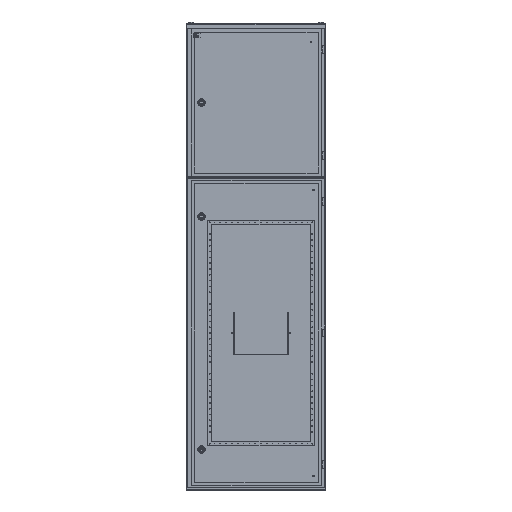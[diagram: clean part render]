
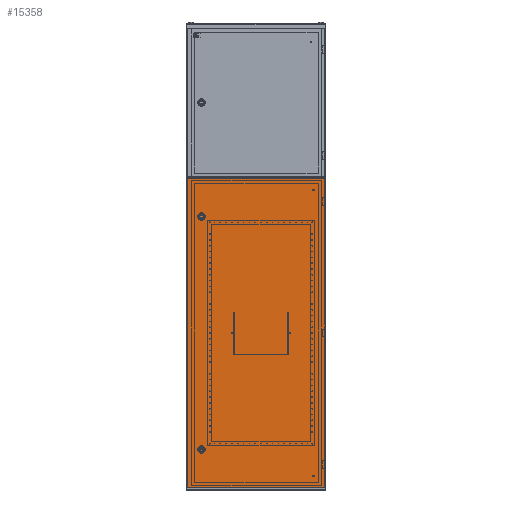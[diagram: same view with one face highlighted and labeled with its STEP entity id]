
A CAD part, top view. The second image highlights one B-rep face of the part: STEP entity #15358.
In plain terms, the highlighted planar face has unit normal (0, 0, 1).
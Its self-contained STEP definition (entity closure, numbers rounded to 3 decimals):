
#313 = CARTESIAN_POINT ( 'NONE',  ( 0., 663.5, 0. ) ) ;
#366 = CIRCLE ( 'NONE', #101378, 1.5 ) ;
#3280 = VECTOR ( 'NONE', #69626, 1000. ) ;
#7191 = LINE ( 'NONE', #61061, #96359 ) ;
#8511 = CARTESIAN_POINT ( 'NONE',  ( 60., -500., 0. ) ) ;
#8850 = VECTOR ( 'NONE', #36588, 1000. ) ;
#9418 = VERTEX_POINT ( 'NONE', #47004 ) ;
#11426 = VERTEX_POINT ( 'NONE', #108886 ) ;
#11758 = CARTESIAN_POINT ( 'NONE',  ( 61.5, -500., 0. ) ) ;
#11971 = CIRCLE ( 'NONE', #73669, 1.5 ) ;
#15358 = ADVANCED_FACE ( 'NONE', ( #84736, #58943, #40186 ), #75924, .T. ) ;
#15360 = CARTESIAN_POINT ( 'NONE',  ( 0., -663.5, 0. ) ) ;
#15678 = AXIS2_PLACEMENT_3D ( 'NONE', #8511, #96995, #71174 ) ;
#16958 = VERTEX_POINT ( 'NONE', #66596 ) ;
#23749 = EDGE_CURVE ( 'NONE', #107583, #11426, #7191, .T. ) ;
#28986 = LINE ( 'NONE', #313, #8850 ) ;
#29228 = CARTESIAN_POINT ( 'NONE',  ( 60., 500., 0. ) ) ;
#30148 = DIRECTION ( 'NONE',  ( -1., 0., 0. ) ) ;
#31388 = AXIS2_PLACEMENT_3D ( 'NONE', #29228, #109512, #100715 ) ;
#31418 = DIRECTION ( 'NONE',  ( 0., 0., 1. ) ) ;
#32370 = EDGE_CURVE ( 'NONE', #9418, #61847, #84929, .T. ) ;
#36588 = DIRECTION ( 'NONE',  ( 0., -1., 0. ) ) ;
#36639 = ORIENTED_EDGE ( 'NONE', *, *, #32370, .F. ) ;
#37039 = CARTESIAN_POINT ( 'NONE',  ( 58.5, 500., 0. ) ) ;
#37279 = ORIENTED_EDGE ( 'NONE', *, *, #45701, .T. ) ;
#38128 = EDGE_CURVE ( 'NONE', #68912, #16958, #68844, .T. ) ;
#40186 = FACE_OUTER_BOUND ( 'NONE', #40604, .T. ) ;
#40604 = EDGE_LOOP ( 'NONE', ( #37279, #84479, #115652, #42479 ) ) ;
#42479 = ORIENTED_EDGE ( 'NONE', *, *, #101153, .T. ) ;
#42697 = LINE ( 'NONE', #61434, #3280 ) ;
#42901 = DIRECTION ( 'NONE',  ( 0., 1., 0. ) ) ;
#43579 = EDGE_LOOP ( 'NONE', ( #105442, #99637 ) ) ;
#45701 = EDGE_CURVE ( 'NONE', #56759, #95285, #28986, .T. ) ;
#47004 = CARTESIAN_POINT ( 'NONE',  ( 58.5, -500., 0. ) ) ;
#48482 = CARTESIAN_POINT ( 'NONE',  ( 60., 500., 0. ) ) ;
#48927 = EDGE_CURVE ( 'NONE', #95285, #107583, #97346, .T. ) ;
#49777 = CARTESIAN_POINT ( 'NONE',  ( 0., 663.5, 0. ) ) ;
#56759 = VERTEX_POINT ( 'NONE', #49777 ) ;
#58943 = FACE_BOUND ( 'NONE', #43579, .T. ) ;
#61061 = CARTESIAN_POINT ( 'NONE',  ( 590.5, 663.5, 0. ) ) ;
#61434 = CARTESIAN_POINT ( 'NONE',  ( 0., 663.5, 0. ) ) ;
#61847 = VERTEX_POINT ( 'NONE', #11758 ) ;
#66596 = CARTESIAN_POINT ( 'NONE',  ( 61.5, 500., 0. ) ) ;
#68844 = CIRCLE ( 'NONE', #31388, 1.5 ) ;
#68912 = VERTEX_POINT ( 'NONE', #37039 ) ;
#69626 = DIRECTION ( 'NONE',  ( -1., 0., 0. ) ) ;
#70873 = VECTOR ( 'NONE', #115012, 1000. ) ;
#71174 = DIRECTION ( 'NONE',  ( -1., 0., 0. ) ) ;
#73669 = AXIS2_PLACEMENT_3D ( 'NONE', #83486, #110452, #30148 ) ;
#74846 = DIRECTION ( 'NONE',  ( 0., 0., 1. ) ) ;
#75924 = PLANE ( 'NONE',  #107281 ) ;
#83486 = CARTESIAN_POINT ( 'NONE',  ( 60., -500., 0. ) ) ;
#84479 = ORIENTED_EDGE ( 'NONE', *, *, #48927, .T. ) ;
#84736 = FACE_BOUND ( 'NONE', #96991, .T. ) ;
#84801 = DIRECTION ( 'NONE',  ( 1., 0., 0. ) ) ;
#84929 = CIRCLE ( 'NONE', #15678, 1.5 ) ;
#87552 = ORIENTED_EDGE ( 'NONE', *, *, #97384, .F. ) ;
#94396 = CARTESIAN_POINT ( 'NONE',  ( 590.5, -663.5, 0. ) ) ;
#95285 = VERTEX_POINT ( 'NONE', #96762 ) ;
#95829 = CARTESIAN_POINT ( 'NONE',  ( 0., 0., 0. ) ) ;
#96359 = VECTOR ( 'NONE', #42901, 1000. ) ;
#96762 = CARTESIAN_POINT ( 'NONE',  ( 0., -663.5, 0. ) ) ;
#96991 = EDGE_LOOP ( 'NONE', ( #87552, #36639 ) ) ;
#96995 = DIRECTION ( 'NONE',  ( 0., 0., 1. ) ) ;
#97346 = LINE ( 'NONE', #15360, #70873 ) ;
#97384 = EDGE_CURVE ( 'NONE', #61847, #9418, #11971, .T. ) ;
#99637 = ORIENTED_EDGE ( 'NONE', *, *, #38128, .F. ) ;
#100715 = DIRECTION ( 'NONE',  ( 1., 0., 0. ) ) ;
#101153 = EDGE_CURVE ( 'NONE', #11426, #56759, #42697, .T. ) ;
#101378 = AXIS2_PLACEMENT_3D ( 'NONE', #48482, #74846, #84801 ) ;
#102474 = EDGE_CURVE ( 'NONE', #16958, #68912, #366, .T. ) ;
#105442 = ORIENTED_EDGE ( 'NONE', *, *, #102474, .F. ) ;
#107281 = AXIS2_PLACEMENT_3D ( 'NONE', #95829, #31418, #111724 ) ;
#107583 = VERTEX_POINT ( 'NONE', #94396 ) ;
#108886 = CARTESIAN_POINT ( 'NONE',  ( 590.5, 663.5, 0. ) ) ;
#109512 = DIRECTION ( 'NONE',  ( 0., 0., 1. ) ) ;
#110452 = DIRECTION ( 'NONE',  ( 0., 0., 1. ) ) ;
#111724 = DIRECTION ( 'NONE',  ( 1., 0., 0. ) ) ;
#115012 = DIRECTION ( 'NONE',  ( 1., 0., 0. ) ) ;
#115652 = ORIENTED_EDGE ( 'NONE', *, *, #23749, .T. ) ;
